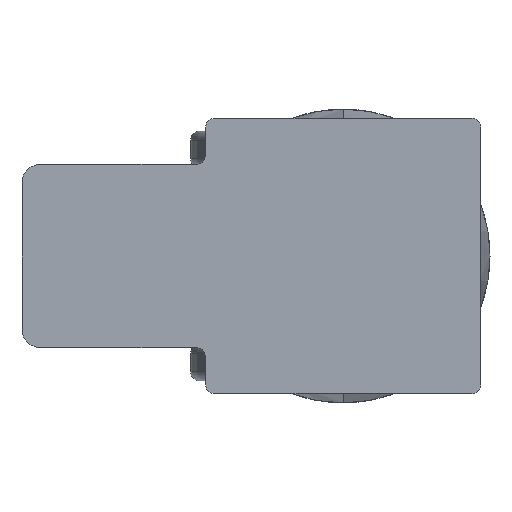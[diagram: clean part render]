
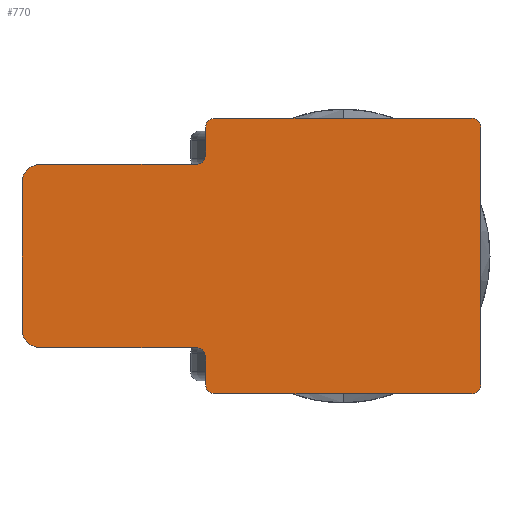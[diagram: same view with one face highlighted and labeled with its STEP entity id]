
A CAD part, front view. The second image highlights one B-rep face of the part: STEP entity #770.
In plain terms, the highlighted planar face has unit normal (0, -1, 0).
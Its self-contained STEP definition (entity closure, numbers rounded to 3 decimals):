
#20 = CARTESIAN_POINT ( 'NONE',  ( -75., 0., 75. ) ) ;
#32 = VERTEX_POINT ( 'NONE', #2650 ) ;
#60 = DIRECTION ( 'NONE',  ( 0., -1., 0. ) ) ;
#75 = CARTESIAN_POINT ( 'NONE',  ( -70., 0., 70. ) ) ;
#125 = CIRCLE ( 'NONE', #2780, 5. ) ;
#134 = CARTESIAN_POINT ( 'NONE',  ( -75., 0., -70. ) ) ;
#208 = ORIENTED_EDGE ( 'NONE', *, *, #3269, .T. ) ;
#215 = ORIENTED_EDGE ( 'NONE', *, *, #346, .F. ) ;
#224 = VECTOR ( 'NONE', #2803, 1000. ) ;
#346 = EDGE_CURVE ( 'NONE', #3871, #2606, #1825, .T. ) ;
#378 = ORIENTED_EDGE ( 'NONE', *, *, #3174, .F. ) ;
#393 = ORIENTED_EDGE ( 'NONE', *, *, #2467, .T. ) ;
#429 = CIRCLE ( 'NONE', #3206, 5. ) ;
#443 = CARTESIAN_POINT ( 'NONE',  ( 0., 0., 0. ) ) ;
#447 = EDGE_CURVE ( 'NONE', #2551, #3769, #1817, .T. ) ;
#465 = DIRECTION ( 'NONE',  ( 1., 0., 0. ) ) ;
#644 = CARTESIAN_POINT ( 'NONE',  ( 70., 0., 75. ) ) ;
#650 = LINE ( 'NONE', #20, #1087 ) ;
#678 = EDGE_CURVE ( 'NONE', #3871, #1184, #429, .T. ) ;
#686 = CARTESIAN_POINT ( 'NONE',  ( 75., 0., 70. ) ) ;
#730 = EDGE_CURVE ( 'NONE', #3610, #3769, #2811, .T. ) ;
#741 = FACE_OUTER_BOUND ( 'NONE', #2177, .T. ) ;
#770 = ADVANCED_FACE ( 'NONE', ( #741 ), #3581, .F. ) ;
#790 = CARTESIAN_POINT ( 'NONE',  ( -165., 0., -50. ) ) ;
#828 = AXIS2_PLACEMENT_3D ( 'NONE', #1729, #2960, #3190 ) ;
#835 = EDGE_CURVE ( 'NONE', #2450, #32, #2596, .T. ) ;
#853 = CARTESIAN_POINT ( 'NONE',  ( 75., 0., -75. ) ) ;
#878 = DIRECTION ( 'NONE',  ( 0., 0., 1. ) ) ;
#914 = CARTESIAN_POINT ( 'NONE',  ( -75., 0., -75. ) ) ;
#928 = CARTESIAN_POINT ( 'NONE',  ( -75., 0., 55. ) ) ;
#960 = VECTOR ( 'NONE', #3266, 1000. ) ;
#995 = AXIS2_PLACEMENT_3D ( 'NONE', #1369, #3889, #2965 ) ;
#1045 = CARTESIAN_POINT ( 'NONE',  ( -175., 0., 50. ) ) ;
#1079 = EDGE_CURVE ( 'NONE', #3548, #2839, #3863, .T. ) ;
#1087 = VECTOR ( 'NONE', #3122, 1000. ) ;
#1093 = CARTESIAN_POINT ( 'NONE',  ( -75., 0., -75. ) ) ;
#1099 = ORIENTED_EDGE ( 'NONE', *, *, #835, .F. ) ;
#1121 = VECTOR ( 'NONE', #465, 1000. ) ;
#1144 = VERTEX_POINT ( 'NONE', #790 ) ;
#1148 = LINE ( 'NONE', #853, #1153 ) ;
#1153 = VECTOR ( 'NONE', #2081, 1000. ) ;
#1167 = ORIENTED_EDGE ( 'NONE', *, *, #2752, .T. ) ;
#1182 = EDGE_CURVE ( 'NONE', #2551, #2606, #2587, .T. ) ;
#1184 = VERTEX_POINT ( 'NONE', #1365 ) ;
#1210 = DIRECTION ( 'NONE',  ( 0., -1., 0. ) ) ;
#1276 = VERTEX_POINT ( 'NONE', #1508 ) ;
#1327 = ORIENTED_EDGE ( 'NONE', *, *, #2984, .F. ) ;
#1331 = DIRECTION ( 'NONE',  ( 0., -1., 0. ) ) ;
#1365 = CARTESIAN_POINT ( 'NONE',  ( 75., 0., -70. ) ) ;
#1369 = CARTESIAN_POINT ( 'NONE',  ( -80., 0., -55. ) ) ;
#1393 = ORIENTED_EDGE ( 'NONE', *, *, #678, .T. ) ;
#1396 = LINE ( 'NONE', #1093, #960 ) ;
#1404 = DIRECTION ( 'NONE',  ( 0., 1., 0. ) ) ;
#1508 = CARTESIAN_POINT ( 'NONE',  ( -75., 0., 70. ) ) ;
#1529 = CARTESIAN_POINT ( 'NONE',  ( -80., 0., -50. ) ) ;
#1597 = ORIENTED_EDGE ( 'NONE', *, *, #3479, .T. ) ;
#1632 = LINE ( 'NONE', #3439, #1801 ) ;
#1674 = DIRECTION ( 'NONE',  ( 0., 0., 1. ) ) ;
#1729 = CARTESIAN_POINT ( 'NONE',  ( -70., 0., -70. ) ) ;
#1741 = ORIENTED_EDGE ( 'NONE', *, *, #2394, .T. ) ;
#1775 = VECTOR ( 'NONE', #3317, 1000. ) ;
#1779 = AXIS2_PLACEMENT_3D ( 'NONE', #443, #1404, #1674 ) ;
#1796 = CARTESIAN_POINT ( 'NONE',  ( -75., 0., -75. ) ) ;
#1801 = VECTOR ( 'NONE', #3458, 1000. ) ;
#1817 = LINE ( 'NONE', #1796, #1775 ) ;
#1825 = LINE ( 'NONE', #914, #224 ) ;
#1838 = VERTEX_POINT ( 'NONE', #644 ) ;
#1895 = CARTESIAN_POINT ( 'NONE',  ( 70., 0., -70. ) ) ;
#1990 = DIRECTION ( 'NONE',  ( 0., 0., 1. ) ) ;
#2019 = CARTESIAN_POINT ( 'NONE',  ( -80., 0., 55. ) ) ;
#2081 = DIRECTION ( 'NONE',  ( 0., 0., -1. ) ) ;
#2099 = VERTEX_POINT ( 'NONE', #686 ) ;
#2120 = AXIS2_PLACEMENT_3D ( 'NONE', #75, #3176, #3830 ) ;
#2177 = EDGE_LOOP ( 'NONE', ( #3125, #2637, #215, #1393, #3202, #1167, #378, #393, #1327, #208, #1099, #2945, #2879, #1597, #1741, #3735 ) ) ;
#2320 = CIRCLE ( 'NONE', #3095, 10. ) ;
#2394 = EDGE_CURVE ( 'NONE', #1144, #3610, #1632, .T. ) ;
#2450 = VERTEX_POINT ( 'NONE', #2531 ) ;
#2460 = CARTESIAN_POINT ( 'NONE',  ( -175., 0., 40. ) ) ;
#2467 = EDGE_CURVE ( 'NONE', #3469, #1276, #2899, .T. ) ;
#2531 = CARTESIAN_POINT ( 'NONE',  ( -165., 0., 50. ) ) ;
#2551 = VERTEX_POINT ( 'NONE', #134 ) ;
#2554 = CARTESIAN_POINT ( 'NONE',  ( -165., 0., -40. ) ) ;
#2587 = CIRCLE ( 'NONE', #828, 5. ) ;
#2596 = LINE ( 'NONE', #1045, #1121 ) ;
#2606 = VERTEX_POINT ( 'NONE', #2964 ) ;
#2637 = ORIENTED_EDGE ( 'NONE', *, *, #1182, .T. ) ;
#2650 = CARTESIAN_POINT ( 'NONE',  ( -80., 0., 50. ) ) ;
#2752 = EDGE_CURVE ( 'NONE', #2099, #1838, #3225, .T. ) ;
#2780 = AXIS2_PLACEMENT_3D ( 'NONE', #2019, #3899, #2931 ) ;
#2803 = DIRECTION ( 'NONE',  ( -1., 0., 0. ) ) ;
#2811 = CIRCLE ( 'NONE', #995, 5. ) ;
#2839 = VERTEX_POINT ( 'NONE', #2460 ) ;
#2879 = ORIENTED_EDGE ( 'NONE', *, *, #1079, .F. ) ;
#2899 = CIRCLE ( 'NONE', #2120, 5. ) ;
#2905 = CIRCLE ( 'NONE', #3687, 10. ) ;
#2931 = DIRECTION ( 'NONE',  ( 0., 0., 1. ) ) ;
#2937 = CARTESIAN_POINT ( 'NONE',  ( 70., 0., -75. ) ) ;
#2945 = ORIENTED_EDGE ( 'NONE', *, *, #3018, .T. ) ;
#2960 = DIRECTION ( 'NONE',  ( 0., -1., 0. ) ) ;
#2964 = CARTESIAN_POINT ( 'NONE',  ( -70., 0., -75. ) ) ;
#2965 = DIRECTION ( 'NONE',  ( 0., 0., 1. ) ) ;
#2984 = EDGE_CURVE ( 'NONE', #3534, #1276, #1396, .T. ) ;
#3018 = EDGE_CURVE ( 'NONE', #2450, #2839, #2320, .T. ) ;
#3084 = DIRECTION ( 'NONE',  ( 0., -1., 0. ) ) ;
#3095 = AXIS2_PLACEMENT_3D ( 'NONE', #3323, #1210, #3341 ) ;
#3122 = DIRECTION ( 'NONE',  ( 1., 0., 0. ) ) ;
#3125 = ORIENTED_EDGE ( 'NONE', *, *, #447, .F. ) ;
#3174 = EDGE_CURVE ( 'NONE', #3469, #1838, #650, .T. ) ;
#3176 = DIRECTION ( 'NONE',  ( 0., -1., 0. ) ) ;
#3190 = DIRECTION ( 'NONE',  ( 0., 0., 1. ) ) ;
#3202 = ORIENTED_EDGE ( 'NONE', *, *, #3413, .F. ) ;
#3206 = AXIS2_PLACEMENT_3D ( 'NONE', #1895, #1331, #3461 ) ;
#3225 = CIRCLE ( 'NONE', #3683, 5. ) ;
#3266 = DIRECTION ( 'NONE',  ( 0., 0., 1. ) ) ;
#3269 = EDGE_CURVE ( 'NONE', #3534, #32, #125, .T. ) ;
#3317 = DIRECTION ( 'NONE',  ( 0., 0., 1. ) ) ;
#3323 = CARTESIAN_POINT ( 'NONE',  ( -165., 0., 40. ) ) ;
#3341 = DIRECTION ( 'NONE',  ( 0., 0., 1. ) ) ;
#3369 = CARTESIAN_POINT ( 'NONE',  ( 70., 0., 70. ) ) ;
#3413 = EDGE_CURVE ( 'NONE', #2099, #1184, #1148, .T. ) ;
#3439 = CARTESIAN_POINT ( 'NONE',  ( -175., 0., -50. ) ) ;
#3458 = DIRECTION ( 'NONE',  ( 1., 0., 0. ) ) ;
#3461 = DIRECTION ( 'NONE',  ( 0., 0., 1. ) ) ;
#3469 = VERTEX_POINT ( 'NONE', #3488 ) ;
#3479 = EDGE_CURVE ( 'NONE', #3548, #1144, #2905, .T. ) ;
#3488 = CARTESIAN_POINT ( 'NONE',  ( -70., 0., 75. ) ) ;
#3534 = VERTEX_POINT ( 'NONE', #928 ) ;
#3539 = CARTESIAN_POINT ( 'NONE',  ( -175., 0., -50. ) ) ;
#3548 = VERTEX_POINT ( 'NONE', #3812 ) ;
#3581 = PLANE ( 'NONE',  #1779 ) ;
#3610 = VERTEX_POINT ( 'NONE', #1529 ) ;
#3683 = AXIS2_PLACEMENT_3D ( 'NONE', #3369, #3084, #878 ) ;
#3687 = AXIS2_PLACEMENT_3D ( 'NONE', #2554, #60, #3775 ) ;
#3735 = ORIENTED_EDGE ( 'NONE', *, *, #730, .T. ) ;
#3769 = VERTEX_POINT ( 'NONE', #3903 ) ;
#3775 = DIRECTION ( 'NONE',  ( 0., 0., 1. ) ) ;
#3812 = CARTESIAN_POINT ( 'NONE',  ( -175., 0., -40. ) ) ;
#3830 = DIRECTION ( 'NONE',  ( 0., 0., 1. ) ) ;
#3863 = LINE ( 'NONE', #3539, #3918 ) ;
#3871 = VERTEX_POINT ( 'NONE', #2937 ) ;
#3889 = DIRECTION ( 'NONE',  ( 0., 1., 0. ) ) ;
#3899 = DIRECTION ( 'NONE',  ( 0., 1., 0. ) ) ;
#3903 = CARTESIAN_POINT ( 'NONE',  ( -75., 0., -55. ) ) ;
#3918 = VECTOR ( 'NONE', #1990, 1000. ) ;
